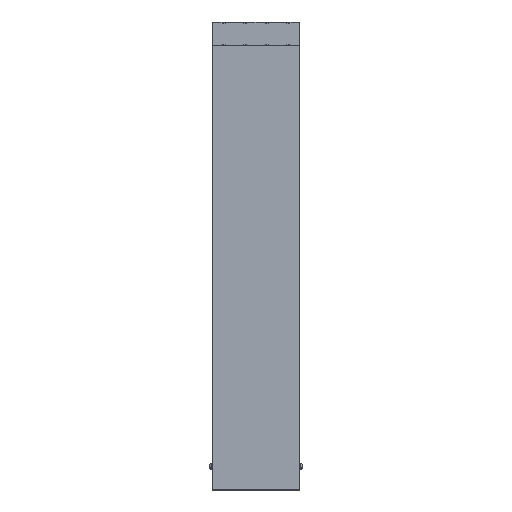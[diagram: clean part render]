
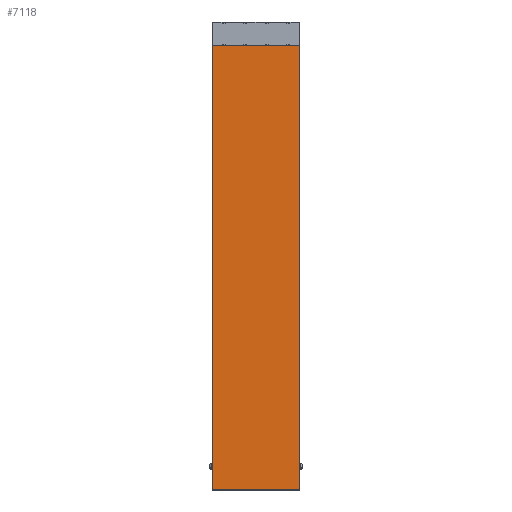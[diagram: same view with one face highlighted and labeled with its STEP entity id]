
A CAD part, top view. The second image highlights one B-rep face of the part: STEP entity #7118.
In plain terms, the highlighted planar face has unit normal (0, 0, 1).
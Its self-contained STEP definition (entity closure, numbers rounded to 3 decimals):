
#679 = CARTESIAN_POINT ( 'NONE',  ( 75., 1000., 20. ) ) ;
#799 = DIRECTION ( 'NONE',  ( 0., -1., 0. ) ) ;
#1036 = CARTESIAN_POINT ( 'NONE',  ( -75., 0., 20. ) ) ;
#1075 = LINE ( 'NONE', #3117, #5858 ) ;
#1083 = VERTEX_POINT ( 'NONE', #2932 ) ;
#1162 = LINE ( 'NONE', #9937, #4527 ) ;
#1727 = CARTESIAN_POINT ( 'NONE',  ( -75., 1000., 20. ) ) ;
#1838 = EDGE_CURVE ( 'NONE', #3365, #10446, #1075, .T. ) ;
#2932 = CARTESIAN_POINT ( 'NONE',  ( 75., 0., 20. ) ) ;
#3117 = CARTESIAN_POINT ( 'NONE',  ( -95., 760., 20. ) ) ;
#3365 = VERTEX_POINT ( 'NONE', #4236 ) ;
#3370 = DIRECTION ( 'NONE',  ( 0., 0., -1. ) ) ;
#3494 = ORIENTED_EDGE ( 'NONE', *, *, #5591, .F. ) ;
#3687 = ORIENTED_EDGE ( 'NONE', *, *, #5114, .F. ) ;
#3842 = DIRECTION ( 'NONE',  ( 0., -1., 0. ) ) ;
#3887 = LINE ( 'NONE', #10833, #9499 ) ;
#4236 = CARTESIAN_POINT ( 'NONE',  ( -75., 760., 20. ) ) ;
#4527 = VECTOR ( 'NONE', #3842, 1000. ) ;
#4891 = DIRECTION ( 'NONE',  ( 1., 0., 0. ) ) ;
#5114 = EDGE_CURVE ( 'NONE', #10446, #1083, #1162, .T. ) ;
#5591 = EDGE_CURVE ( 'NONE', #1083, #10873, #3887, .T. ) ;
#5670 = AXIS2_PLACEMENT_3D ( 'NONE', #679, #3370, #799 ) ;
#5858 = VECTOR ( 'NONE', #4891, 1000. ) ;
#5914 = VECTOR ( 'NONE', #6171, 1000. ) ;
#5960 = LINE ( 'NONE', #1727, #5914 ) ;
#6171 = DIRECTION ( 'NONE',  ( 0., -1., 0. ) ) ;
#7118 = ADVANCED_FACE ( 'NONE', ( #8652 ), #7901, .F. ) ;
#7226 = ORIENTED_EDGE ( 'NONE', *, *, #11134, .T. ) ;
#7901 = PLANE ( 'NONE',  #5670 ) ;
#8206 = CARTESIAN_POINT ( 'NONE',  ( 75., 760., 20. ) ) ;
#8652 = FACE_OUTER_BOUND ( 'NONE', #10760, .T. ) ;
#8961 = ORIENTED_EDGE ( 'NONE', *, *, #1838, .F. ) ;
#9168 = DIRECTION ( 'NONE',  ( -1., 0., 0. ) ) ;
#9499 = VECTOR ( 'NONE', #9168, 1000. ) ;
#9937 = CARTESIAN_POINT ( 'NONE',  ( 75., 1000., 20. ) ) ;
#10446 = VERTEX_POINT ( 'NONE', #8206 ) ;
#10760 = EDGE_LOOP ( 'NONE', ( #3687, #8961, #7226, #3494 ) ) ;
#10833 = CARTESIAN_POINT ( 'NONE',  ( 75., 0., 20. ) ) ;
#10873 = VERTEX_POINT ( 'NONE', #1036 ) ;
#11134 = EDGE_CURVE ( 'NONE', #3365, #10873, #5960, .T. ) ;
